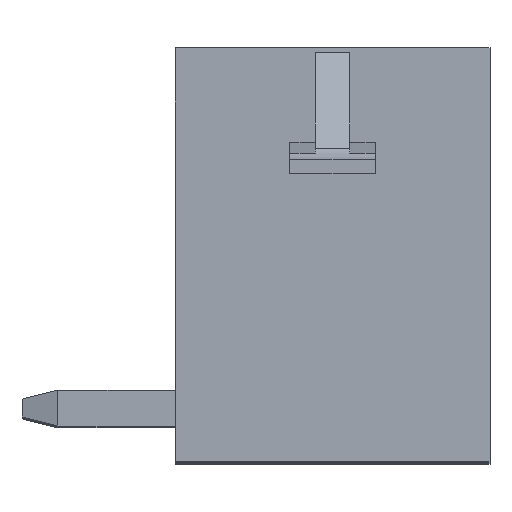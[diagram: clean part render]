
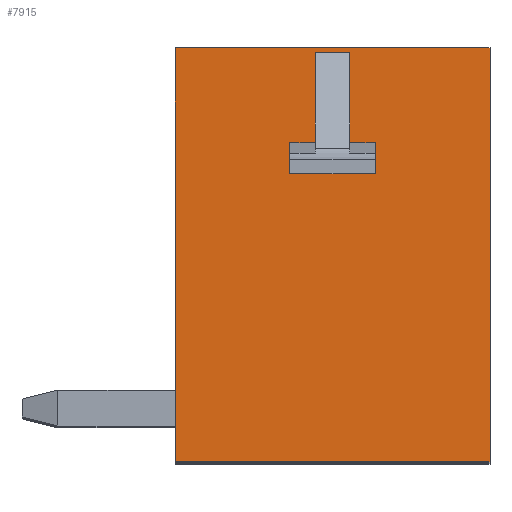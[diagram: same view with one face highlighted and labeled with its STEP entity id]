
A CAD part, top view. The second image highlights one B-rep face of the part: STEP entity #7915.
In plain terms, the highlighted planar face has unit normal (0, 0, 1).
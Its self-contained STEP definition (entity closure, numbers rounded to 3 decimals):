
#1382=DIRECTION('',(1.,0.,0.));
#1383=VECTOR('',#1382,7.);
#1384=CARTESIAN_POINT('',(-3.6,-3.853,0.));
#1385=LINE('',#1384,#1383);
#1386=DIRECTION('',(0.,-1.,0.));
#1387=VECTOR('',#1386,9.2);
#1388=CARTESIAN_POINT('',(-3.6,5.347,0.));
#1389=LINE('',#1388,#1387);
#1390=DIRECTION('',(-1.,0.,0.));
#1391=VECTOR('',#1390,7.);
#1392=CARTESIAN_POINT('',(3.4,5.347,0.));
#1393=LINE('',#1392,#1391);
#1394=DIRECTION('',(0.,1.,0.));
#1395=VECTOR('',#1394,9.2);
#1396=CARTESIAN_POINT('',(3.4,-3.853,0.));
#1397=LINE('',#1396,#1395);
#1398=DIRECTION('',(0.,1.,0.));
#1399=VECTOR('',#1398,0.495);
#1400=CARTESIAN_POINT('',(0.85,2.747,0.));
#1401=LINE('',#1400,#1399);
#1402=DIRECTION('',(-1.,0.,0.));
#1403=VECTOR('',#1402,0.76);
#1404=CARTESIAN_POINT('',(0.28,5.244,0.));
#1405=LINE('',#1404,#1403);
#1406=DIRECTION('',(1.,0.,0.));
#1407=VECTOR('',#1406,0.57);
#1408=CARTESIAN_POINT('',(-1.05,3.242,0.));
#1409=LINE('',#1408,#1407);
#1410=DIRECTION('',(0.,1.,0.));
#1411=VECTOR('',#1410,0.495);
#1412=CARTESIAN_POINT('',(-1.05,2.747,0.));
#1413=LINE('',#1412,#1411);
#1414=DIRECTION('',(-1.,0.,0.));
#1415=VECTOR('',#1414,1.9);
#1416=CARTESIAN_POINT('',(0.85,2.747,0.));
#1417=LINE('',#1416,#1415);
#1439=DIRECTION('',(-1.,0.,0.));
#1440=VECTOR('',#1439,0.57);
#1441=CARTESIAN_POINT('',(0.85,3.242,0.));
#1442=LINE('',#1441,#1440);
#1443=DIRECTION('',(0.,-1.,0.));
#1444=VECTOR('',#1443,2.002);
#1445=CARTESIAN_POINT('',(0.28,5.244,0.));
#1446=LINE('',#1445,#1444);
#1510=DIRECTION('',(0.,1.,0.));
#1511=VECTOR('',#1510,2.002);
#1512=CARTESIAN_POINT('',(-0.48,3.242,0.));
#1513=LINE('',#1512,#1511);
#5097=CARTESIAN_POINT('',(-3.6,-3.853,0.));
#5098=CARTESIAN_POINT('',(3.4,-3.853,0.));
#5099=VERTEX_POINT('',#5097);
#5100=VERTEX_POINT('',#5098);
#5101=CARTESIAN_POINT('',(3.4,5.347,0.));
#5102=VERTEX_POINT('',#5101);
#5103=CARTESIAN_POINT('',(-3.6,5.347,0.));
#5104=VERTEX_POINT('',#5103);
#6060=CARTESIAN_POINT('',(0.85,2.747,0.));
#6061=VERTEX_POINT('',#6060);
#6062=CARTESIAN_POINT('',(-1.05,2.747,0.));
#6063=VERTEX_POINT('',#6062);
#6065=CARTESIAN_POINT('',(-0.48,3.242,0.));
#6067=VERTEX_POINT('',#6065);
#6068=CARTESIAN_POINT('',(-0.48,5.244,0.));
#6069=VERTEX_POINT('',#6068);
#6070=CARTESIAN_POINT('',(-1.05,3.242,0.));
#6071=VERTEX_POINT('',#6070);
#6076=CARTESIAN_POINT('',(0.28,5.244,0.));
#6077=CARTESIAN_POINT('',(0.28,3.242,0.));
#6078=VERTEX_POINT('',#6076);
#6079=VERTEX_POINT('',#6077);
#6082=CARTESIAN_POINT('',(0.85,3.242,0.));
#6083=VERTEX_POINT('',#6082);
#7886=CARTESIAN_POINT('',(0.,0.,0.));
#7887=DIRECTION('',(0.,0.,1.));
#7888=DIRECTION('',(1.,0.,0.));
#7889=AXIS2_PLACEMENT_3D('',#7886,#7887,#7888);
#7890=PLANE('',#7889);
#7891=ORIENTED_EDGE('',*,*,#7527,.F.);
#7892=ORIENTED_EDGE('',*,*,#7334,.F.);
#7893=ORIENTED_EDGE('',*,*,#6871,.F.);
#7894=ORIENTED_EDGE('',*,*,#7625,.F.);
#7895=EDGE_LOOP('',(#7891,#7892,#7893,#7894));
#7896=FACE_OUTER_BOUND('',#7895,.F.);
#7898=ORIENTED_EDGE('',*,*,#7897,.T.);
#7900=ORIENTED_EDGE('',*,*,#7899,.T.);
#7902=ORIENTED_EDGE('',*,*,#7901,.F.);
#7904=ORIENTED_EDGE('',*,*,#7903,.T.);
#7906=ORIENTED_EDGE('',*,*,#7905,.F.);
#7908=ORIENTED_EDGE('',*,*,#7907,.F.);
#7910=ORIENTED_EDGE('',*,*,#7909,.F.);
#7912=ORIENTED_EDGE('',*,*,#7911,.F.);
#7913=EDGE_LOOP('',(#7898,#7900,#7902,#7904,#7906,#7908,#7910,#7912));
#7914=FACE_BOUND('',#7913,.F.);
#6871=EDGE_CURVE('',#5102,#5104,#1393,.T.);
#7334=EDGE_CURVE('',#5104,#5099,#1389,.T.);
#7527=EDGE_CURVE('',#5099,#5100,#1385,.T.);
#7625=EDGE_CURVE('',#5100,#5102,#1397,.T.);
#7897=EDGE_CURVE('',#6061,#6083,#1401,.T.);
#7899=EDGE_CURVE('',#6083,#6079,#1442,.T.);
#7901=EDGE_CURVE('',#6078,#6079,#1446,.T.);
#7903=EDGE_CURVE('',#6078,#6069,#1405,.T.);
#7905=EDGE_CURVE('',#6067,#6069,#1513,.T.);
#7907=EDGE_CURVE('',#6071,#6067,#1409,.T.);
#7909=EDGE_CURVE('',#6063,#6071,#1413,.T.);
#7911=EDGE_CURVE('',#6061,#6063,#1417,.T.);
#7915=ADVANCED_FACE('',(#7896,#7914),#7890,.T.);
